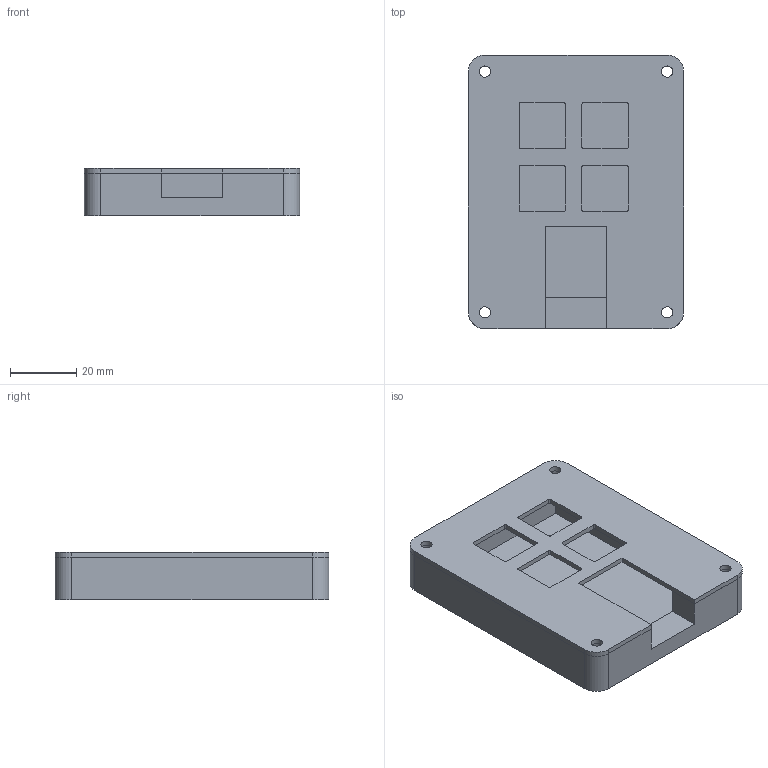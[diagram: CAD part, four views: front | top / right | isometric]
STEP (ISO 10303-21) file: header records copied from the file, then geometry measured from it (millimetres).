
FILE_DESCRIPTION(/* description */ (''),/* implementation_level */ '2;1');
FILE_NAME(/* name */ 'entire case.step',/* time_stamp */ '2025-12-07T10:48:12-05:00',/* author */ (''),/* organization */ (''),/* preprocessor_version */ 'ST-DEVELOPER v20.1',/* originating_system */ 'Autodesk Translation Framework v14.21.0.0',/* authorisation */ '');
FILE_SCHEMA (('AUTOMOTIVE_DESIGN { 1 0 10303 214 3 1 1 }'));
Length unit declared in the file: millimetre
Products named in the file (4): 2025-12-06-16-06-40-995; 2025-12-05-18-43-28-100; 2025-12-05-18-45-42-838; 2025-12-06-10-29-17-972
Assembly tree (2 placements, depth 2):
  2025-12-06-16-06-40-995
    2025-12-05-18-43-28-100
    2025-12-06-10-29-17-972
  2025-12-05-18-45-42-838
Bounding box: 65.21 x 82.9 x 14.5 mm (x, y, z)
Volume: 44384.8 mm3; surface area: 26285.1 mm2
Topology: 2 solids, 2 shells, 457 faces, 1263 edges, 842 vertices
Faces by surface type: bspline 246, plane 175, cylinder 36
Full cylindrical faces by diameter (mm): 3.4 x8, 6 x4
Entity records: 16959 total; most frequent: CARTESIAN_POINT 6752, ORIENTED_EDGE 2526, DIRECTION 1281, EDGE_CURVE 1263, VERTEX_POINT 842, LINE 699, VECTOR 699, EDGE_LOOP 513
